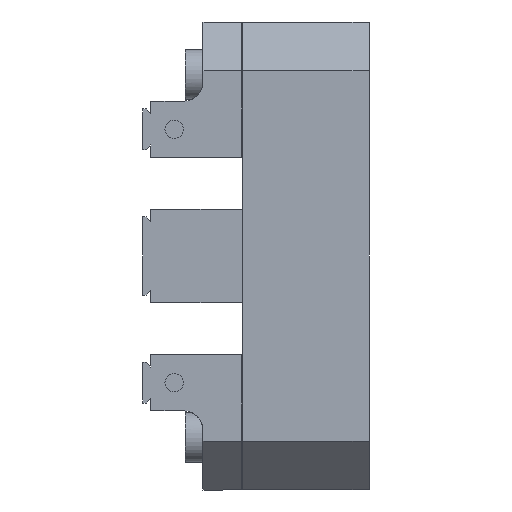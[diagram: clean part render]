
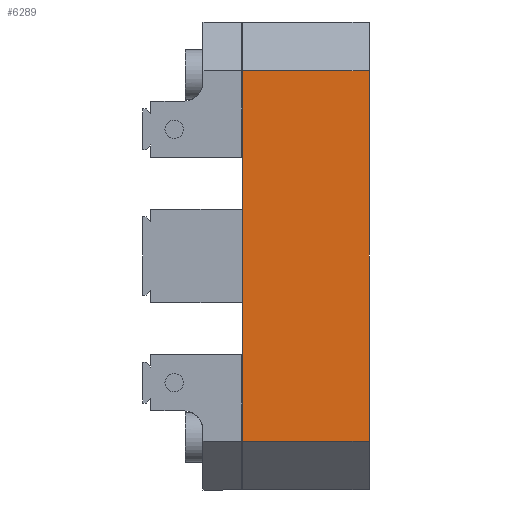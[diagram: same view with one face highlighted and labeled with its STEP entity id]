
A CAD part, left-side view. The second image highlights one B-rep face of the part: STEP entity #6289.
In plain terms, the highlighted planar face has unit normal (-1, 0, 0).
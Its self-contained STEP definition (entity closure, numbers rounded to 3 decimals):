
#382 = ORIENTED_EDGE ( 'NONE', *, *, #6618, .T. ) ;
#696 = DIRECTION ( 'NONE',  ( 1., 0., 0. ) ) ;
#772 = DIRECTION ( 'NONE',  ( 0., 0., -1. ) ) ;
#913 = EDGE_CURVE ( 'NONE', #6790, #8112, #3177, .T. ) ;
#1087 = DIRECTION ( 'NONE',  ( 0., 0., -1. ) ) ;
#1153 = FACE_OUTER_BOUND ( 'NONE', #6044, .T. ) ;
#1237 = CARTESIAN_POINT ( 'NONE',  ( 0., 41.275, 152.4 ) ) ;
#1415 = CARTESIAN_POINT ( 'NONE',  ( 0., 0., 15.875 ) ) ;
#2364 = DIRECTION ( 'NONE',  ( 0., 1., 0. ) ) ;
#2854 = LINE ( 'NONE', #1237, #7596 ) ;
#2992 = CARTESIAN_POINT ( 'NONE',  ( 0., 0., 136.525 ) ) ;
#3177 = LINE ( 'NONE', #4245, #8853 ) ;
#4245 = CARTESIAN_POINT ( 'NONE',  ( 0., 0., 15.875 ) ) ;
#4443 = ORIENTED_EDGE ( 'NONE', *, *, #9918, .T. ) ;
#4677 = PLANE ( 'NONE',  #6058 ) ;
#5388 = LINE ( 'NONE', #2992, #6177 ) ;
#5873 = CARTESIAN_POINT ( 'NONE',  ( 0., 0., 152.4 ) ) ;
#6044 = EDGE_LOOP ( 'NONE', ( #9177, #4443, #382, #12233 ) ) ;
#6058 = AXIS2_PLACEMENT_3D ( 'NONE', #5873, #696, #8893 ) ;
#6141 = VERTEX_POINT ( 'NONE', #9546 ) ;
#6177 = VECTOR ( 'NONE', #2364, 1000. ) ;
#6289 = ADVANCED_FACE ( 'NONE', ( #1153 ), #4677, .F. ) ;
#6618 = EDGE_CURVE ( 'NONE', #9806, #8112, #2854, .T. ) ;
#6790 = VERTEX_POINT ( 'NONE', #1415 ) ;
#7596 = VECTOR ( 'NONE', #1087, 1000. ) ;
#7860 = CARTESIAN_POINT ( 'NONE',  ( 0., 0., 152.4 ) ) ;
#8112 = VERTEX_POINT ( 'NONE', #12919 ) ;
#8853 = VECTOR ( 'NONE', #9209, 1000. ) ;
#8893 = DIRECTION ( 'NONE',  ( 0., 0., -1. ) ) ;
#8954 = CARTESIAN_POINT ( 'NONE',  ( 0., 41.275, 136.525 ) ) ;
#9177 = ORIENTED_EDGE ( 'NONE', *, *, #11786, .F. ) ;
#9209 = DIRECTION ( 'NONE',  ( 0., 1., 0. ) ) ;
#9396 = VECTOR ( 'NONE', #772, 1000. ) ;
#9546 = CARTESIAN_POINT ( 'NONE',  ( 0., 0., 136.525 ) ) ;
#9806 = VERTEX_POINT ( 'NONE', #8954 ) ;
#9918 = EDGE_CURVE ( 'NONE', #6141, #9806, #5388, .T. ) ;
#11786 = EDGE_CURVE ( 'NONE', #6141, #6790, #11913, .T. ) ;
#11913 = LINE ( 'NONE', #7860, #9396 ) ;
#12233 = ORIENTED_EDGE ( 'NONE', *, *, #913, .F. ) ;
#12919 = CARTESIAN_POINT ( 'NONE',  ( 0., 41.275, 15.875 ) ) ;
